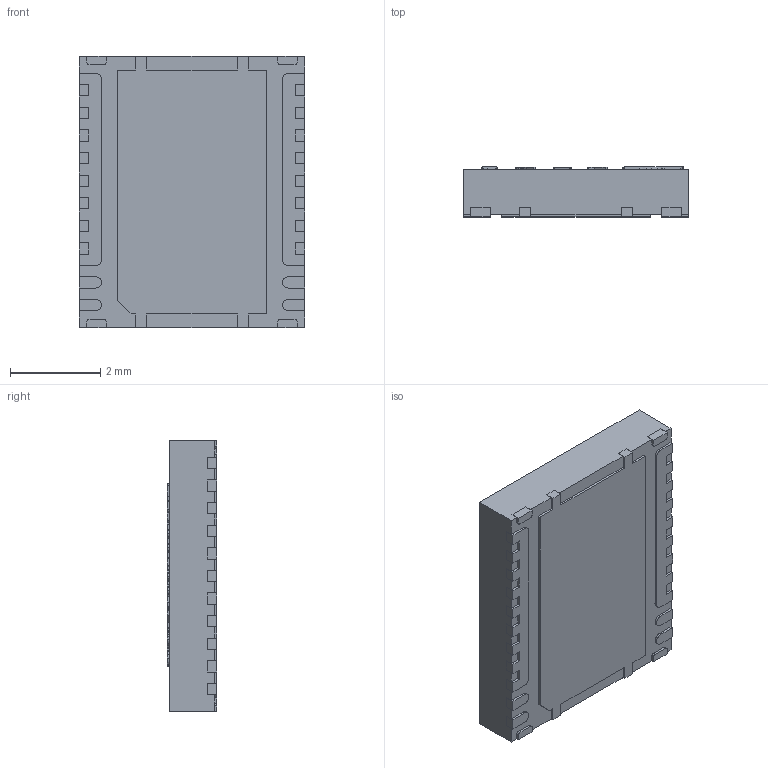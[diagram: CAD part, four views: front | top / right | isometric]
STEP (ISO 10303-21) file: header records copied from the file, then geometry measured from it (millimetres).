
FILE_DESCRIPTION(/* description */ ('STEP AP214'),/* implementation_level */ '2;1');
FILE_NAME(/* name */ 'MergenElektronik_Transistors_PowerBlocks_22-PowerTFDFN-CSD88599Q5DC_.step',/* time_stamp */ '2025-04-11T19:32:09+03:00',/* author */ (''),/* organization */ (''),/* preprocessor_version */ 'ST-DEVELOPER v20.1',/* originating_system */ 'Autodesk Translation Framework v14.4.0.0',/* authorisation */ '');
FILE_SCHEMA (('AUTOMOTIVE_DESIGN { 1 0 10303 214 3 1 1 }'));
Length unit declared in the file: millimetre
Products named in the file (1): CSD88599Q5DC
Bounding box: 5 x 1.1 x 6 mm (x, y, z)
Volume: 31.2 mm3; surface area: 163.2 mm2
Topology: 14 solids, 14 shells, 1206 faces, 3405 edges, 2270 vertices
Faces by surface type: plane 655, bspline 509, cylinder 42
Full cylindrical faces by diameter (mm): 0.4 x2
Entity records: 42389 total; most frequent: CARTESIAN_POINT 14929, ORIENTED_EDGE 6810, DIRECTION 3858, EDGE_CURVE 3405, LINE 2294, VECTOR 2294, VERTEX_POINT 2270, EDGE_LOOP 1249
